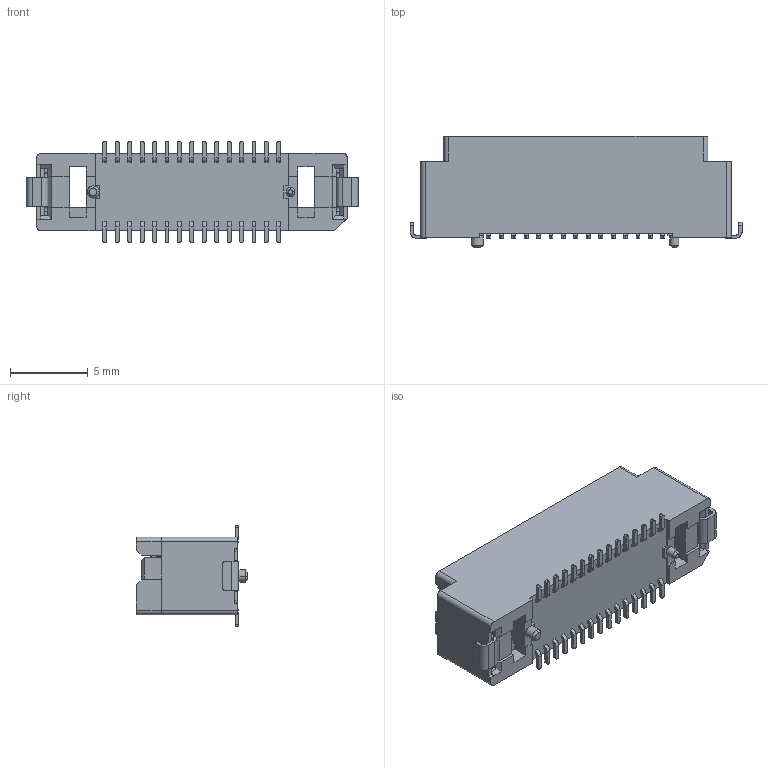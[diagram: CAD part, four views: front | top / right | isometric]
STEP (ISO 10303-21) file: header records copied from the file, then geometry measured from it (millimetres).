
FILE_DESCRIPTION( ('This file contains a STEP AP42 implementation' ,'as created by ZW3D STEP Interface translator.') ,'2;1' );
FILE_NAME( '3615-SXXX-065XXR01.asm.stp' ,'23 322.103450', (''), ('ZWCAD Software Co.'), 'Version 1.0', 'ZW3D to STEP translator', '' );
FILE_SCHEMA(('AUTOMOTIVE_DESIGN { 1 0 10303 214 1 1 1 1 }'));
Length unit declared in the file: millimetre
Products named in the file (2): 0; 3615-SXXX-065XXR01.asm
Bounding box: 21.38 x 7.15 x 6.5 mm (x, y, z)
Surface area: 901.3 mm2 (no closed solid volume)
Topology: 0 solids, 1 shells, 1235 faces, 3543 edges, 2333 vertices
Faces by surface type: plane 836, cylinder 393, cone 6
Entity records: 52059 total; most frequent: CARTESIAN_POINT 24205, ORIENTED_EDGE 7134, EDGE_CURVE 3542, DIRECTION 3065, B_SPLINE_CURVE_WITH_KNOTS 2952, VERTEX_POINT 2333, EDGE_LOOP 1329, AXIS2_PLACEMENT_3D 1239
